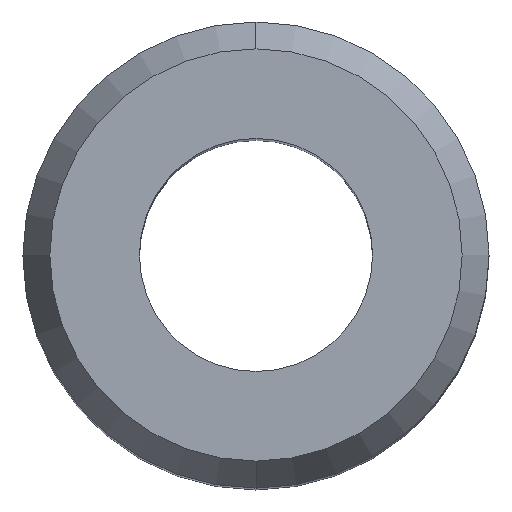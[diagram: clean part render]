
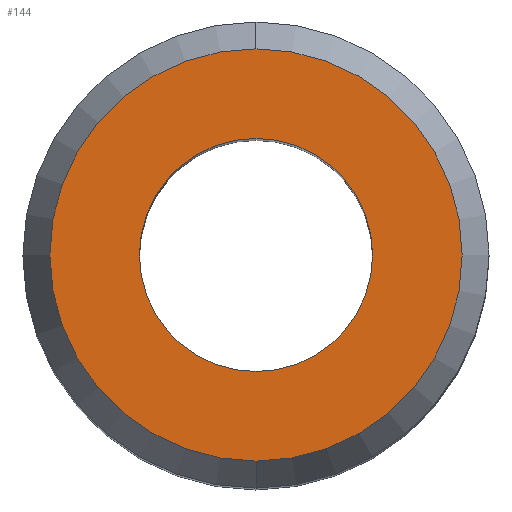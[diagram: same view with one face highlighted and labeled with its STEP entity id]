
A CAD part, top view. The second image highlights one B-rep face of the part: STEP entity #144.
In plain terms, the highlighted planar face has unit normal (0, 0, 1).
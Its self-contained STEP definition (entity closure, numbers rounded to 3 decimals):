
#116=VERTEX_POINT('NONE',#290);
#118=EDGE_CURVE('NONE',#208,#242,#292,.T.);
#142=VERTEX_POINT('NONE',#320);
#144=ADVANCED_FACE('NONE',(#322,#323),#324,.T.);
#206=EDGE_CURVE('NONE',#142,#116,#393,.T.);
#208=VERTEX_POINT('NONE',#395);
#226=EDGE_CURVE('NONE',#116,#142,#417,.T.);
#230=EDGE_CURVE('NONE',#242,#208,#421,.T.);
#242=VERTEX_POINT('NONE',#433);
#290=CARTESIAN_POINT('',(0.,4.423,24.5));
#292=CIRCLE('',#476,2.5);
#320=CARTESIAN_POINT('',(0.0,-4.423,24.5));
#322=FACE_OUTER_BOUND('',#510,.T.);
#323=FACE_BOUND('',#511,.T.);
#324=PLANE('',#512);
#393=CIRCLE('',#607,4.423);
#395=CARTESIAN_POINT('',(0.0,-2.5,24.5));
#417=CIRCLE('',#635,4.423);
#421=CIRCLE('',#640,2.5);
#433=CARTESIAN_POINT('',(0.,2.5,24.5));
#476=AXIS2_PLACEMENT_3D('',#712,#713,#714);
#510=EDGE_LOOP('',(#755,#756));
#511=EDGE_LOOP('',(#757,#758));
#512=AXIS2_PLACEMENT_3D('',#759,#760,#761);
#607=AXIS2_PLACEMENT_3D('',#845,#846,#847);
#635=AXIS2_PLACEMENT_3D('',#881,#882,#883);
#640=AXIS2_PLACEMENT_3D('',#884,#885,#886);
#712=CARTESIAN_POINT('',(0.0,0.0,24.5));
#713=DIRECTION('',(0.0,0.0,-1.0));
#714=DIRECTION('',(0.0,-1.0,0.0));
#755=ORIENTED_EDGE('',*,*,#206,.F.);
#756=ORIENTED_EDGE('',*,*,#226,.F.);
#757=ORIENTED_EDGE('',*,*,#118,.T.);
#758=ORIENTED_EDGE('',*,*,#230,.T.);
#759=CARTESIAN_POINT('',(-4.423,0.0,24.5));
#760=DIRECTION('',(0.0,-0.0,1.0));
#761=DIRECTION('',(0.0,1.0,0.0));
#845=CARTESIAN_POINT('',(0.0,0.0,24.5));
#846=DIRECTION('',(0.0,0.0,-1.0));
#847=DIRECTION('',(0.0,-1.0,0.0));
#881=CARTESIAN_POINT('',(0.0,0.0,24.5));
#882=DIRECTION('',(0.0,0.0,-1.0));
#883=DIRECTION('',(0.0,-1.0,0.0));
#884=CARTESIAN_POINT('',(0.0,0.0,24.5));
#885=DIRECTION('',(0.0,0.0,-1.0));
#886=DIRECTION('',(0.0,-1.0,0.0));
